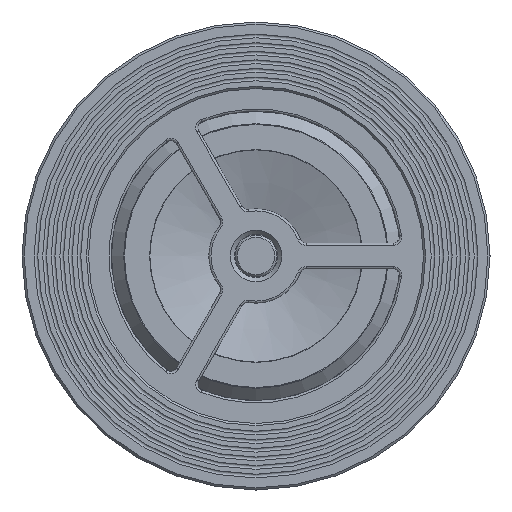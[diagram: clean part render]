
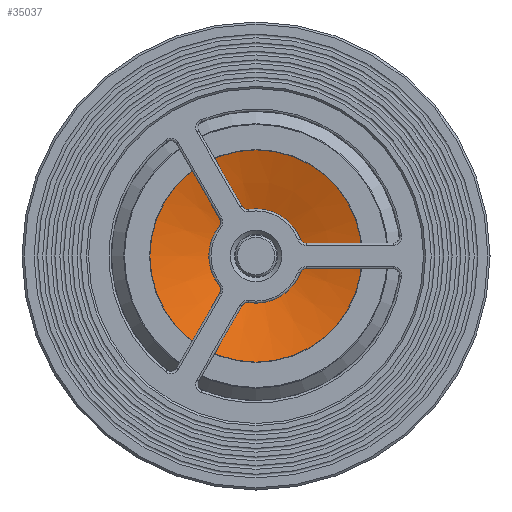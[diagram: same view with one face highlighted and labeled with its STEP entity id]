
A CAD part, left-side view. The second image highlights one B-rep face of the part: STEP entity #35037.
In plain terms, the highlighted conical face has half-angle 72.16 degrees and reference radius 49.5 mm.
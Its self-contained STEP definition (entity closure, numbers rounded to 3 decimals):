
#5098 = AXIS2_PLACEMENT_3D ( 'NONE', #5219, #5220, #5221 ) ;
#5099 = AXIS2_PLACEMENT_3D ( 'NONE', #5222, #5223, #5224 ) ;
#5219 = CARTESIAN_POINT ( 'NONE',  ( -20.024, 0., 0. ) ) ;
#5220 = DIRECTION ( 'NONE',  ( 1., 0., 0. ) ) ;
#5221 = DIRECTION ( 'NONE',  ( 0., -1., 0. ) ) ;
#5222 = CARTESIAN_POINT ( 'NONE',  ( -29.47, 0., 0. ) ) ;
#5223 = DIRECTION ( 'NONE',  ( -1., 0., 0. ) ) ;
#5224 = DIRECTION ( 'NONE',  ( 0., 1., 0. ) ) ;
#9111 = CARTESIAN_POINT ( 'NONE',  ( -29.494, 0., 0. ) ) ;
#9112 = DIRECTION ( 'NONE',  ( -1., 0., 0. ) ) ;
#9113 = DIRECTION ( 'NONE',  ( 0., -1., 0. ) ) ;
#9249 = CARTESIAN_POINT ( 'NONE',  ( -20.024, -20.075, 0. ) ) ;
#9250 = CARTESIAN_POINT ( 'NONE',  ( -29.47, 49.425, 0. ) ) ;
#9488 = VERTEX_POINT ( 'NONE', #9249 ) ;
#9490 = VERTEX_POINT ( 'NONE', #9250 ) ;
#14444 = CIRCLE ( 'NONE', #5098, 20.075 ) ;
#16340 = FACE_OUTER_BOUND ( 'NONE', #26677, .T. ) ;
#16377 = FACE_BOUND ( 'NONE', #26675, .T. ) ;
#20148 = EDGE_CURVE ( 'NONE', #9488, #9488, #14444, .T. ) ;
#20149 = EDGE_CURVE ( 'NONE', #9490, #9490, #20415, .T. ) ;
#20415 = CIRCLE ( 'NONE', #5099, 49.425 ) ;
#26675 = EDGE_LOOP ( 'NONE', ( #27252 ) ) ;
#26677 = EDGE_LOOP ( 'NONE', ( #27240 ) ) ;
#27240 = ORIENTED_EDGE ( 'NONE', *, *, #20149, .T. ) ;
#27252 = ORIENTED_EDGE ( 'NONE', *, *, #20148, .T. ) ;
#28714 = CONICAL_SURFACE ( 'NONE', #34673, 49.5, 1.259 ) ;
#34673 = AXIS2_PLACEMENT_3D ( 'NONE', #9111, #9112, #9113 ) ;
#35037 = ADVANCED_FACE ( 'NONE', ( #16377, #16340 ), #28714, .F. ) ;
